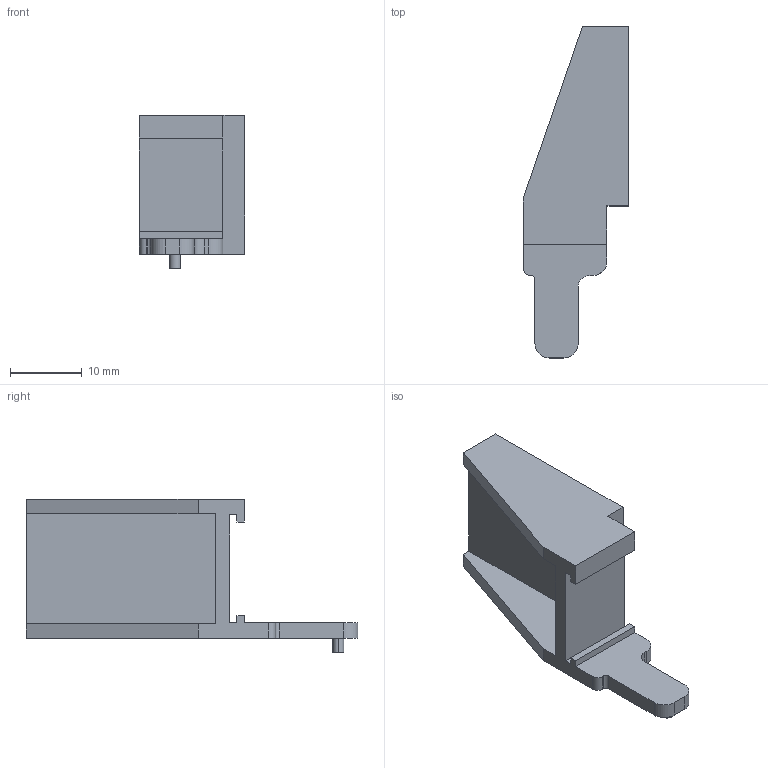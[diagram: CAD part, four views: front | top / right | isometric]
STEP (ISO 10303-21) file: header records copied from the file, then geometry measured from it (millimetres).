
FILE_DESCRIPTION (( 'STEP AP214' ), '1' );
FILE_NAME ('Late_izq_greep.STEP', '2019-04-01T22:44:52', ( 'MariaConsuegra' ), ( '' ), 'SwSTEP 2.0', 'SolidWorks 2015', '' );
FILE_SCHEMA (( 'AUTOMOTIVE_DESIGN' ));
Length unit declared in the file: millimetre
Products named in the file (1): Late_izq_greep
Bounding box: 14.6 x 46.1 x 21.3 mm (x, y, z)
Volume: 4027.1 mm3; surface area: 2995.8 mm2
Topology: 1 solids, 1 shells, 37 faces, 102 edges, 68 vertices
Faces by surface type: plane 29, cylinder 8
Entity records: 1206 total; most frequent: CARTESIAN_POINT 208, ORIENTED_EDGE 204, DIRECTION 194, EDGE_CURVE 102, VECTOR 86, LINE 86, VERTEX_POINT 68, AXIS2_PLACEMENT_3D 54
